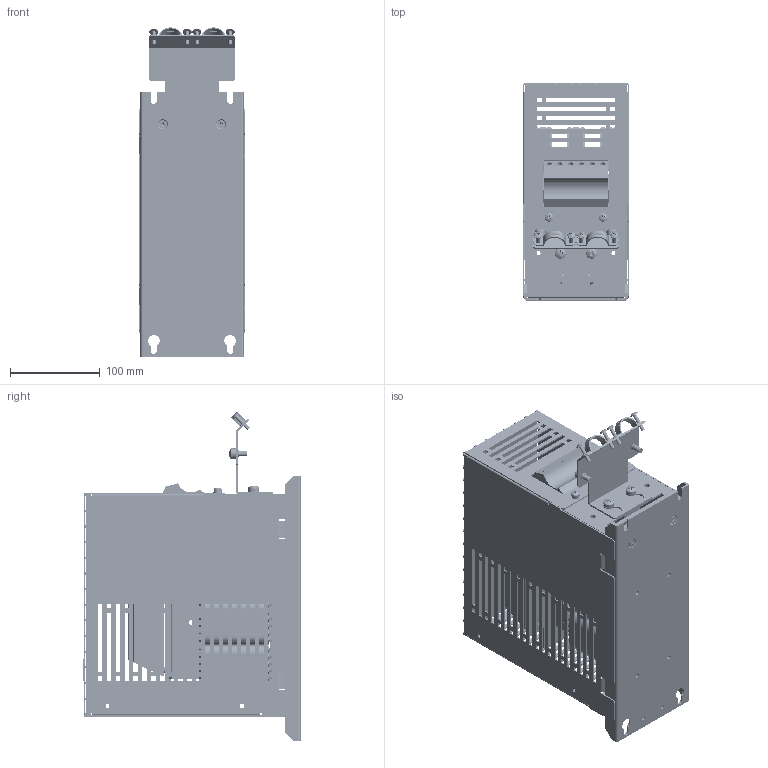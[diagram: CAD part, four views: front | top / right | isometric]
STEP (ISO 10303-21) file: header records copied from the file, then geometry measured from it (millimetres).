
FILE_DESCRIPTION (( 'STEP AP214' ), '1' );
FILE_NAME ('B 1406032.1.STEP', '2015-02-19T08:16:35', ( 'EDV' ), ( 'Microsoft' ), 'SwSTEP 2.0', 'SolidWorks 2014', '' );
FILE_SCHEMA (( 'AUTOMOTIVE_DESIGN' ));
Length unit declared in the file: millimetre
Products named in the file (40): EinpressbuchseM4x8; pan head cross collar screw_din_DIN 967 - M4 x 20 - Z --- 18.6N; CAV120C; countersunk flat head cross recess screw_din_ISO 7046-1 - M4 x 10 - Z --- 10N; #040-1012; pan head cross recess screw_din_ISO 7045 - M4 x 6 - Z --- 6N; #040-1013; plain washer grade a_din_Washer DIN 125 - A 4.3; #144-0147; #020-1705; hex nut style 1 gradeab_din_Hexagon Nut ISO 4032 - M5 - D - N; #050-0934; 090327 Kabelschelle klein; #060-0595; #050-0935; #040-2004; #020-1760; #040-2004 Teil 2; WDU 16N beige +2210-0079; Warnschild.SLDPRT.; 3UI75-24,5; slotted cheese head screw_din_ISO 1207 - M4 x 35 --- 35N; UI75-26,5oD; +1126-0002; Wickel 3UI 75_26,5; curved spring lock washer_din_Spring washer DIN 128 - A5; pan head cross recess screw_din_ISO 7045 - M5 x 10 - Z --- 10N; B 1406032.1; countersunk flat head cross recess screw_din_ISO 7046-1 - M5 x 8 - Z --- 8N; TS35x72; plain washer grade a_din_Washer DIN 125 - A 6.4; pan head cross recess screw_din_ISO 7045 - M5 x 8 - Z --- 8N; plain washer grade a_din_Washer DIN 125 - A 5.3; curved spring lock washer_din_Spring washer DIN 128 - A6; pan head cross recess screw_din_ISO 7045 - M6 x 16 - Z --- 16N
Assembly tree (111 placements, depth 2):
  B 1406032.1
    Wickel 3UI 75_26,5  x3
    UI75-26,5oD  x3
    3UI75-24,5
    #040-2004 Teil 2
    #040-2004
    #060-0595
    #050-0934
    #020-1705
    #144-0147  x2
    #040-1013
    #040-1012
    CAV120C  x3
    EinpressbuchseM4x8  x6
    plain washer grade a_din_Washer DIN 125 - A 5.3  x12
    pan head cross recess screw_din_ISO 7045 - M5 x 8 - Z --- 8N  x2
    TS35x72
    WDU 16N beige +2210-0079
    WDU 16N beige +2210-0079
    WDU 16N beige +2210-0079
    WDU 16N beige +2210-0079
    WDU 16N beige +2210-0079
    WDU 16N beige +2210-0079
    #020-1760
    #050-0935
    090327 Kabelschelle klein  x2
    hex nut style 1 gradeab_din_Hexagon Nut ISO 4032 - M5 - D - N  x6
    plain washer grade a_din_Washer DIN 125 - A 4.3  x10
    pan head cross recess screw_din_ISO 7045 - M4 x 6 - Z --- 6N  x6
    countersunk flat head cross recess screw_din_ISO 7046-1 - M4 x 10 - Z --- 10N
    pan head cross collar screw_din_DIN 967 - M4 x 20 - Z --- 18.6N  x4
    pan head cross recess screw_din_ISO 7045 - M6 x 16 - Z --- 16N  x4
    curved spring lock washer_din_Spring washer DIN 128 - A6  x4
    plain washer grade a_din_Washer DIN 125 - A 6.4  x4
    countersunk flat head cross recess screw_din_ISO 7046-1 - M5 x 8 - Z --- 8N  x2
    pan head cross recess screw_din_ISO 7045 - M5 x 10 - Z --- 10N  x4
    curved spring lock washer_din_Spring washer DIN 128 - A5  x6
    +1126-0002  x4
    slotted cheese head screw_din_ISO 1207 - M4 x 35 --- 35N  x4
    Warnschild.SLDPRT.  x2
Bounding box: 118 x 242.5 x 367.13 mm (x, y, z)
Volume: 1426002.9 mm3; surface area: 992916.3 mm2
Topology: 139 solids, 139 shells, 7152 faces, 18640 edges, 11995 vertices
Faces by surface type: plane 4868, cylinder 1292, bspline 660, cone 209, torus 103, sphere 20
Full cylindrical faces by diameter (mm): 1.709 x36, 2 x60, 3 x6, 3.3 x6, 3.7 x6, 4 x22, 4.2 x6, 4.3 x10, 4.4 x4, 4.5 x4, 5 x34, 5.3 x12, 5.4 x8, 5.5 x16, 5.7 x12, 6 x11, 6.4 x4, 6.5 x8, 6.95 x4, 7 x8, 7.1 x12, 7.15 x4, 7.4 x2, 8 x12, 8.4 x1, 9 x10, 9.3 x2, 9.5 x6, 10 x20, 12 x8
Entity records: 158292 total; most frequent: CARTESIAN_POINT 42409, ORIENTED_EDGE 20938, DIRECTION 18478, EDGE_CURVE 10469, LINE 8258, VECTOR 8258, VERTEX_POINT 6833, AXIS2_PLACEMENT_3D 5110
